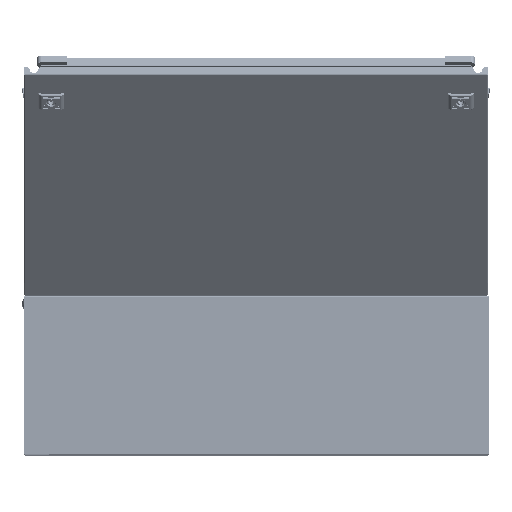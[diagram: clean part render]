
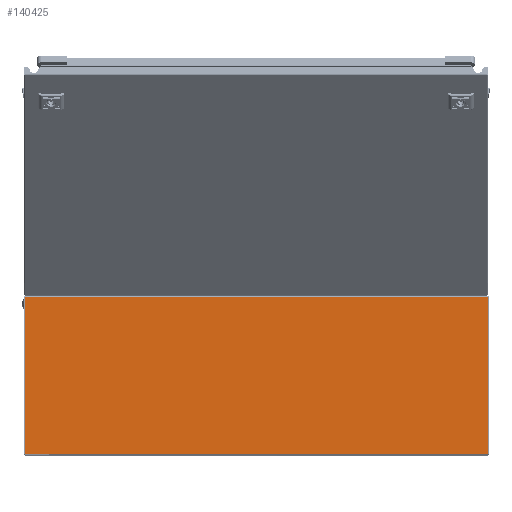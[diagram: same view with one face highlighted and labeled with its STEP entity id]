
A CAD part, front view. The second image highlights one B-rep face of the part: STEP entity #140425.
In plain terms, the highlighted planar face has unit normal (0, -1, 0).
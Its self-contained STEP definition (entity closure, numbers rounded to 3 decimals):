
#21475 = ORIENTED_EDGE ( 'NONE', *, *, #142016, .T. ) ;
#21476 = ORIENTED_EDGE ( 'NONE', *, *, #142025, .F. ) ;
#21477 = ORIENTED_EDGE ( 'NONE', *, *, #142019, .F. ) ;
#21478 = ORIENTED_EDGE ( 'NONE', *, *, #142021, .T. ) ;
#61598 = EDGE_LOOP ( 'NONE', ( #21478, #21477, #21476, #21475 ) ) ;
#68671 = VERTEX_POINT ( 'NONE', #129304 ) ;
#68705 = VERTEX_POINT ( 'NONE', #129344 ) ;
#69548 = AXIS2_PLACEMENT_3D ( 'NONE', #108437, #108464, #108467 ) ;
#84111 = VERTEX_POINT ( 'NONE', #103790 ) ;
#84123 = VERTEX_POINT ( 'NONE', #103802 ) ;
#103790 = CARTESIAN_POINT ( 'NONE',  ( 398.4, -500., 270.5 ) ) ;
#103802 = CARTESIAN_POINT ( 'NONE',  ( -398.4, -500., 270.5 ) ) ;
#108437 = CARTESIAN_POINT ( 'NONE',  ( -398.5, -500., 272. ) ) ;
#108449 = FACE_OUTER_BOUND ( 'NONE', #61598, .T. ) ;
#108453 = PLANE ( 'NONE',  #69548 ) ;
#108464 = DIRECTION ( 'NONE',  ( 0., 1., 0. ) ) ;
#108467 = DIRECTION ( 'NONE',  ( 0., 0., 1. ) ) ;
#129164 = VECTOR ( 'NONE', #137022, 1000. ) ;
#129170 = VECTOR ( 'NONE', #137026, 1000. ) ;
#129172 = VECTOR ( 'NONE', #137048, 1000. ) ;
#129174 = VECTOR ( 'NONE', #137035, 1000. ) ;
#129304 = CARTESIAN_POINT ( 'NONE',  ( 398.4, -500., 1.5 ) ) ;
#129344 = CARTESIAN_POINT ( 'NONE',  ( -398.4, -500., 1.5 ) ) ;
#136990 = LINE ( 'NONE', #137044, #129172 ) ;
#137007 = LINE ( 'NONE', #137023, #129170 ) ;
#137019 = LINE ( 'NONE', #137020, #129164 ) ;
#137020 = CARTESIAN_POINT ( 'NONE',  ( 398.4, -500., 1.5 ) ) ;
#137022 = DIRECTION ( 'NONE',  ( 0., 0., 1. ) ) ;
#137023 = CARTESIAN_POINT ( 'NONE',  ( -398.4, -500., 1.5 ) ) ;
#137026 = DIRECTION ( 'NONE',  ( 0., 0., 1. ) ) ;
#137029 = LINE ( 'NONE', #137033, #129174 ) ;
#137033 = CARTESIAN_POINT ( 'NONE',  ( 397.793, -500., 270.5 ) ) ;
#137035 = DIRECTION ( 'NONE',  ( -1., 0., 0. ) ) ;
#137044 = CARTESIAN_POINT ( 'NONE',  ( -398.5, -500., 1.5 ) ) ;
#137048 = DIRECTION ( 'NONE',  ( -1., 0., 0. ) ) ;
#140425 = ADVANCED_FACE ( 'NONE', ( #108449 ), #108453, .F. ) ;
#142016 = EDGE_CURVE ( 'NONE', #68671, #84111, #137019, .T. ) ;
#142019 = EDGE_CURVE ( 'NONE', #68705, #84123, #137007, .T. ) ;
#142021 = EDGE_CURVE ( 'NONE', #84111, #84123, #137029, .T. ) ;
#142025 = EDGE_CURVE ( 'NONE', #68671, #68705, #136990, .T. ) ;
